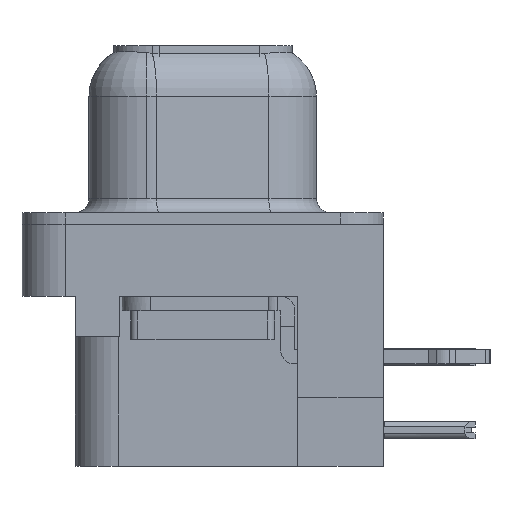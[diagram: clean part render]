
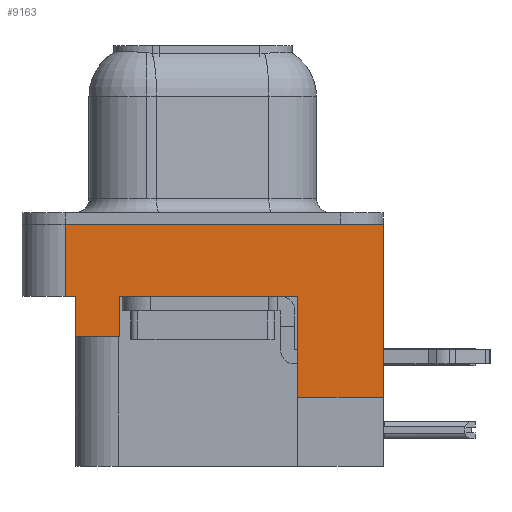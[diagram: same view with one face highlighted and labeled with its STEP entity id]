
A CAD part, left-side view. The second image highlights one B-rep face of the part: STEP entity #9163.
In plain terms, the highlighted planar face has unit normal (-1, 0, 0).
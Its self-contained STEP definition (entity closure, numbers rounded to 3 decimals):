
#231 = EDGE_CURVE ( 'NONE', #9224, #16904, #1505, .T. ) ;
#293 = VERTEX_POINT ( 'NONE', #17879 ) ;
#1257 = CARTESIAN_POINT ( 'NONE',  ( -2.935, -3.295, -2.5 ) ) ;
#1505 = LINE ( 'NONE', #1768, #6536 ) ;
#1676 = ORIENTED_EDGE ( 'NONE', *, *, #19625, .T. ) ;
#1768 = CARTESIAN_POINT ( 'NONE',  ( -2.935, -6.275, -2.5 ) ) ;
#1837 = ORIENTED_EDGE ( 'NONE', *, *, #17429, .F. ) ;
#2525 = VECTOR ( 'NONE', #12722, 1000. ) ;
#3590 = EDGE_LOOP ( 'NONE', ( #18063, #7234, #6623, #11582, #15464, #21728, #9757, #5351, #1676, #1837 ) ) ;
#3997 = VECTOR ( 'NONE', #8564, 1000. ) ;
#4248 = CARTESIAN_POINT ( 'NONE',  ( -2.935, 4.775, 0. ) ) ;
#4469 = LINE ( 'NONE', #23547, #23626 ) ;
#4698 = EDGE_CURVE ( 'NONE', #17145, #16904, #16283, .T. ) ;
#4846 = EDGE_CURVE ( 'NONE', #17667, #21493, #18825, .T. ) ;
#5351 = ORIENTED_EDGE ( 'NONE', *, *, #4846, .T. ) ;
#5402 = VECTOR ( 'NONE', #21689, 1000. ) ;
#5557 = VECTOR ( 'NONE', #18152, 1000. ) ;
#5975 = LINE ( 'NONE', #19812, #5402 ) ;
#6486 = CARTESIAN_POINT ( 'NONE',  ( -2.935, 2.895, -3.9 ) ) ;
#6525 = EDGE_CURVE ( 'NONE', #9224, #293, #8704, .T. ) ;
#6536 = VECTOR ( 'NONE', #13621, 1000. ) ;
#6560 = DIRECTION ( 'NONE',  ( -1., 0., 0. ) ) ;
#6623 = ORIENTED_EDGE ( 'NONE', *, *, #4698, .F. ) ;
#6872 = EDGE_CURVE ( 'NONE', #13311, #21780, #12229, .T. ) ;
#6967 = DIRECTION ( 'NONE',  ( 0., 0., 1. ) ) ;
#7036 = VECTOR ( 'NONE', #12460, 1000. ) ;
#7126 = DIRECTION ( 'NONE',  ( 0., -1., 0. ) ) ;
#7234 = ORIENTED_EDGE ( 'NONE', *, *, #231, .T. ) ;
#8564 = DIRECTION ( 'NONE',  ( 0., 0., 1. ) ) ;
#8570 = FACE_OUTER_BOUND ( 'NONE', #3590, .T. ) ;
#8704 = LINE ( 'NONE', #11219, #22843 ) ;
#9163 = ADVANCED_FACE ( 'NONE', ( #8570 ), #17698, .T. ) ;
#9224 = VERTEX_POINT ( 'NONE', #17859 ) ;
#9467 = CARTESIAN_POINT ( 'NONE',  ( -2.935, 4.425, -3.9 ) ) ;
#9757 = ORIENTED_EDGE ( 'NONE', *, *, #11481, .F. ) ;
#9874 = LINE ( 'NONE', #11802, #14816 ) ;
#9883 = AXIS2_PLACEMENT_3D ( 'NONE', #15625, #6560, #19520 ) ;
#9986 = LINE ( 'NONE', #16320, #5557 ) ;
#10035 = DIRECTION ( 'NONE',  ( 0., 1., 0. ) ) ;
#10575 = CARTESIAN_POINT ( 'NONE',  ( -2.935, 4.775, -2.5 ) ) ;
#11219 = CARTESIAN_POINT ( 'NONE',  ( -2.935, -6.495, -6. ) ) ;
#11481 = EDGE_CURVE ( 'NONE', #17667, #12194, #9986, .T. ) ;
#11582 = ORIENTED_EDGE ( 'NONE', *, *, #15756, .F. ) ;
#11802 = CARTESIAN_POINT ( 'NONE',  ( -2.935, 4.425, -3.9 ) ) ;
#12062 = LINE ( 'NONE', #17881, #7036 ) ;
#12194 = VERTEX_POINT ( 'NONE', #9467 ) ;
#12229 = LINE ( 'NONE', #18234, #18225 ) ;
#12460 = DIRECTION ( 'NONE',  ( 0., -1., 0. ) ) ;
#12722 = DIRECTION ( 'NONE',  ( 0., -1., 0. ) ) ;
#12883 = CARTESIAN_POINT ( 'NONE',  ( -2.935, -6.275, 0. ) ) ;
#12988 = CARTESIAN_POINT ( 'NONE',  ( -2.935, 2.895, -2.5 ) ) ;
#13311 = VERTEX_POINT ( 'NONE', #10575 ) ;
#13621 = DIRECTION ( 'NONE',  ( 0., 0., 1. ) ) ;
#13853 = CARTESIAN_POINT ( 'NONE',  ( -2.935, 4.425, -2.5 ) ) ;
#14816 = VECTOR ( 'NONE', #22793, 1000. ) ;
#15464 = ORIENTED_EDGE ( 'NONE', *, *, #6872, .T. ) ;
#15625 = CARTESIAN_POINT ( 'NONE',  ( -2.935, -6.275, -2.5 ) ) ;
#15756 = EDGE_CURVE ( 'NONE', #13311, #17145, #5975, .T. ) ;
#16283 = LINE ( 'NONE', #12883, #2525 ) ;
#16320 = CARTESIAN_POINT ( 'NONE',  ( -2.935, 4.425, -3.9 ) ) ;
#16904 = VERTEX_POINT ( 'NONE', #23738 ) ;
#16943 = CARTESIAN_POINT ( 'NONE',  ( -2.935, 2.895, -3.9 ) ) ;
#17145 = VERTEX_POINT ( 'NONE', #4248 ) ;
#17429 = EDGE_CURVE ( 'NONE', #293, #21365, #4469, .T. ) ;
#17667 = VERTEX_POINT ( 'NONE', #16943 ) ;
#17698 = PLANE ( 'NONE',  #9883 ) ;
#17859 = CARTESIAN_POINT ( 'NONE',  ( -2.935, -6.275, -6. ) ) ;
#17879 = CARTESIAN_POINT ( 'NONE',  ( -2.935, -3.295, -6. ) ) ;
#17881 = CARTESIAN_POINT ( 'NONE',  ( -2.935, -6.275, -2.5 ) ) ;
#18063 = ORIENTED_EDGE ( 'NONE', *, *, #6525, .F. ) ;
#18152 = DIRECTION ( 'NONE',  ( 0., 1., 0. ) ) ;
#18225 = VECTOR ( 'NONE', #7126, 1000. ) ;
#18234 = CARTESIAN_POINT ( 'NONE',  ( -2.935, -6.275, -2.5 ) ) ;
#18825 = LINE ( 'NONE', #6486, #3997 ) ;
#19520 = DIRECTION ( 'NONE',  ( 0., 0., 1. ) ) ;
#19625 = EDGE_CURVE ( 'NONE', #21493, #21365, #12062, .T. ) ;
#19812 = CARTESIAN_POINT ( 'NONE',  ( -2.935, 4.775, -2.5 ) ) ;
#21365 = VERTEX_POINT ( 'NONE', #1257 ) ;
#21493 = VERTEX_POINT ( 'NONE', #12988 ) ;
#21689 = DIRECTION ( 'NONE',  ( 0., 0., 1. ) ) ;
#21728 = ORIENTED_EDGE ( 'NONE', *, *, #22376, .F. ) ;
#21780 = VERTEX_POINT ( 'NONE', #13853 ) ;
#22376 = EDGE_CURVE ( 'NONE', #12194, #21780, #9874, .T. ) ;
#22793 = DIRECTION ( 'NONE',  ( 0., 0., 1. ) ) ;
#22843 = VECTOR ( 'NONE', #10035, 1000. ) ;
#23547 = CARTESIAN_POINT ( 'NONE',  ( -2.935, -3.295, -8.4 ) ) ;
#23626 = VECTOR ( 'NONE', #6967, 1000. ) ;
#23738 = CARTESIAN_POINT ( 'NONE',  ( -2.935, -6.275, 0. ) ) ;
